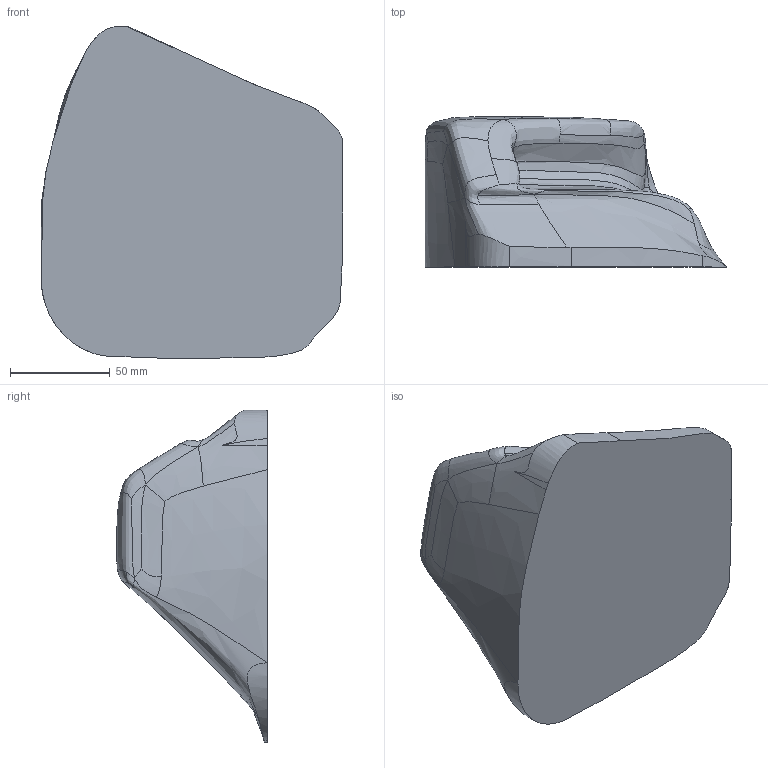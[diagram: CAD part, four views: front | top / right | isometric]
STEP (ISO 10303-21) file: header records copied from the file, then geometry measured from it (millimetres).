
FILE_DESCRIPTION(/* description */ (''),/* implementation_level */ '2;1');
FILE_NAME(/* name */ 'ErgoWarrior Profile v8.step',/* time_stamp */ '2025-09-28T21:13:45+05:30',/* author */ (''),/* organization */ (''),/* preprocessor_version */ 'ST-DEVELOPER v20.1',/* originating_system */ 'Autodesk Translation Framework v14.17.0.0',/* authorisation */ '');
FILE_SCHEMA (('AUTOMOTIVE_DESIGN { 1 0 10303 214 3 1 1 }'));
Length unit declared in the file: millimetre
Products named in the file (3): ErgoWarrior Profile; ErgoWarrior_FORM; Component1
Assembly tree (2 placements, depth 3):
  ErgoWarrior Profile
    ErgoWarrior_FORM
      Component1
Bounding box: 151.12 x 75.39 x 166.33 mm (x, y, z)
Volume: 705224.5 mm3; surface area: 60993.9 mm2
Topology: 1 solids, 1 shells, 75 faces, 192 edges, 119 vertices
Faces by surface type: bspline 74, plane 1
Entity records: 12067 total; most frequent: CARTESIAN_POINT 10778, ORIENTED_EDGE 384, EDGE_CURVE 192, B_SPLINE_CURVE_WITH_KNOTS 168, VERTEX_POINT 119, FACE_OUTER_BOUND 75, EDGE_LOOP 75, ADVANCED_FACE 75
